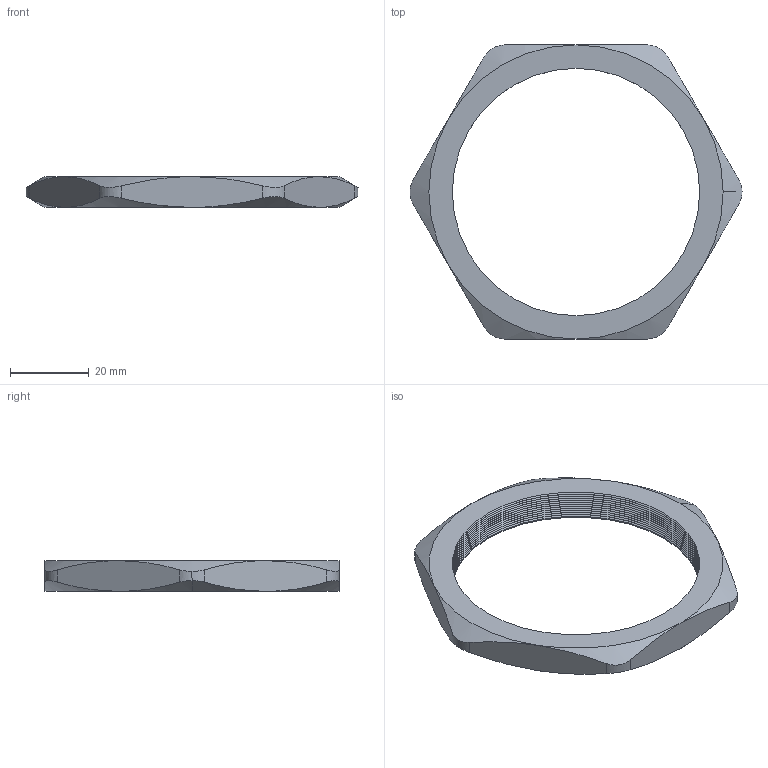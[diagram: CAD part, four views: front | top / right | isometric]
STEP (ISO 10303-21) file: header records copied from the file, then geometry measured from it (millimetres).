
FILE_DESCRIPTION (( 'STEP AP203' ), '1' );
FILE_NAME ('NM-63-GY.STEP', '2008-06-27T07:06:28', ( 'BSI 02' ), ( 'BAYSTATE' ), 'SwSTEP 2.0', 'SolidWorks 2007', '' );
FILE_SCHEMA (( 'CONFIG_CONTROL_DESIGN' ));
Length unit declared in the file: inch
Products named in the file (1): NM-63-GY
Bounding box: 84.56 x 74.93 x 7.87 mm (x, y, z)
Volume: 12450.7 mm3; surface area: 8030.5 mm2
Topology: 1 solids, 1 shells, 101 faces, 214 edges, 115 vertices
Faces by surface type: cone 62, cylinder 31, plane 8
Entity records: 2972 total; most frequent: CARTESIAN_POINT 766, DIRECTION 467, ORIENTED_EDGE 428, EDGE_CURVE 214, AXIS2_PLACEMENT_3D 190, VERTEX_POINT 115, EDGE_LOOP 103, ADVANCED_FACE 101
